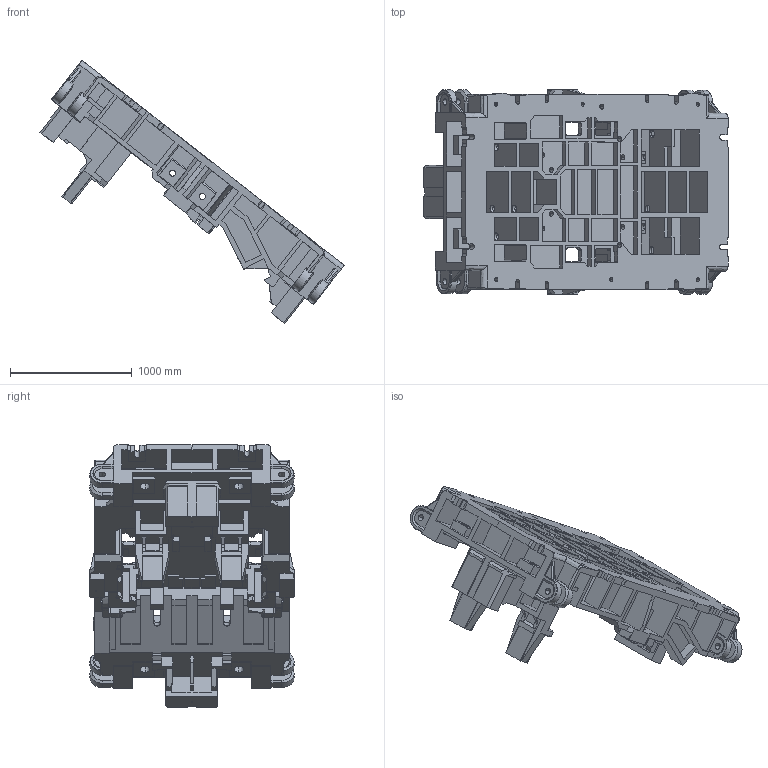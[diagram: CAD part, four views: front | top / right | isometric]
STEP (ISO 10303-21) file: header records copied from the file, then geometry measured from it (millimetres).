
FILE_DESCRIPTION(('CATIA V5 STEP Exchange'),'2;1');
FILE_NAME('Test.stp','2010-11-08T10:32:14+00:00',('none'),('none'),'CATIA Version 5 Release 18 GA (IN-10)','CATIA V5 STEP AP203','none');
FILE_SCHEMA(('CONFIG_CONTROL_DESIGN'));
Products named in the file (1): 1.17
Bounding box: 2495.92 x 1675 x 2157.25 mm (x, y, z)
Volume: 659731032.3 mm3; surface area: 29204766.8 mm2
Topology: 1 solids, 1 shells, 1683 faces, 4823 edges, 3182 vertices
Faces by surface type: bspline 1683
Entity records: 82704 total; most frequent: CARTESIAN_POINT 53346, ORIENTED_EDGE 9638, EDGE_CURVE 4819, B_SPLINE_CURVE_WITH_KNOTS 4700, VERTEX_POINT 3182, EDGE_LOOP 1845, ADVANCED_FACE 1683, FACE_OUTER_BOUND 1683
